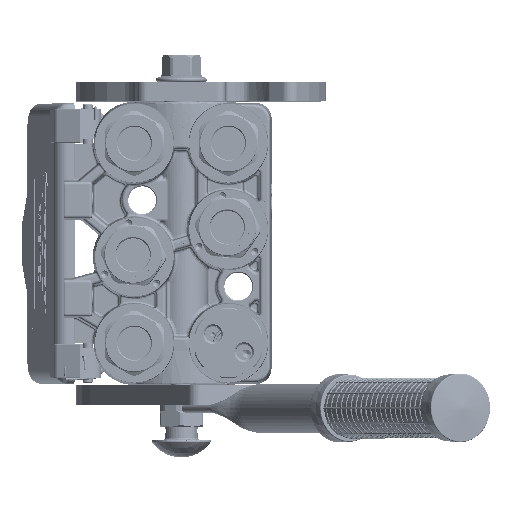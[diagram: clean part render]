
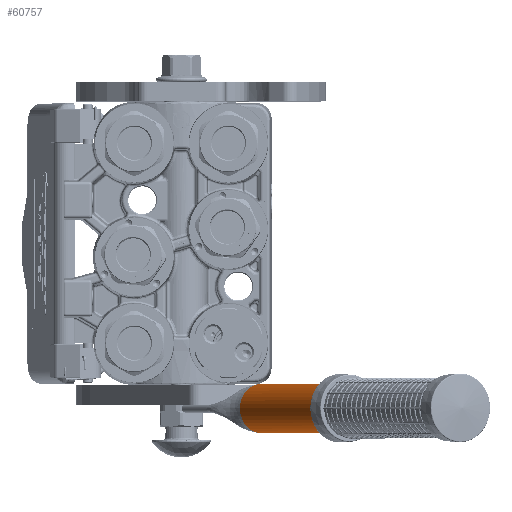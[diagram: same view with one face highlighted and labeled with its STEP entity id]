
A CAD part, top view. The second image highlights one B-rep face of the part: STEP entity #60757.
In plain terms, the highlighted cylindrical face has radius 12.5 mm (diameter 25 mm), a partial arc.
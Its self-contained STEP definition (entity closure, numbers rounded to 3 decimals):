
#1497 = EDGE_CURVE ( 'NONE', #150078, #256198, #45044, .T. ) ;
#6511 = AXIS2_PLACEMENT_3D ( 'NONE', #35319, #34393, #123372 ) ;
#7745 = ORIENTED_EDGE ( 'NONE', *, *, #191503, .F. ) ;
#13521 = CARTESIAN_POINT ( 'NONE',  ( 12.5, 0.24, 0.108 ) ) ;
#13998 = CARTESIAN_POINT ( 'NONE',  ( -12.461, 0.114, 0.981 ) ) ;
#14919 = CARTESIAN_POINT ( 'NONE',  ( -12.452, 0.083, 1.1 ) ) ;
#15348 = CARTESIAN_POINT ( 'NONE',  ( 12.499, 0.235, 0.221 ) ) ;
#22209 = LINE ( 'NONE', #150736, #243611 ) ;
#23749 = CARTESIAN_POINT ( 'NONE',  ( -12.5, 198., 0. ) ) ;
#28544 = ORIENTED_EDGE ( 'NONE', *, *, #49415, .T. ) ;
#31332 = FACE_OUTER_BOUND ( 'NONE', #186525, .T. ) ;
#34393 = DIRECTION ( 'NONE',  ( 0., -1., 0. ) ) ;
#35319 = CARTESIAN_POINT ( 'NONE',  ( 0., 0., 0. ) ) ;
#36003 = CARTESIAN_POINT ( 'NONE',  ( 12.456, 0.096, 1.087 ) ) ;
#42261 = CIRCLE ( 'NONE', #135964, 12.5 ) ;
#45044 = LINE ( 'NONE', #190962, #256308 ) ;
#49415 = EDGE_CURVE ( 'NONE', #229417, #55162, #42261, .T. ) ;
#52560 = ORIENTED_EDGE ( 'NONE', *, *, #1497, .T. ) ;
#54732 = CYLINDRICAL_SURFACE ( 'NONE', #6511, 12.5 ) ;
#55162 = VERTEX_POINT ( 'NONE', #69105 ) ;
#56201 = CARTESIAN_POINT ( 'NONE',  ( -12.474, 0.155, 0.804 ) ) ;
#58074 = CARTESIAN_POINT ( 'NONE',  ( -12.471, 0.146, 0.847 ) ) ;
#58482 = CARTESIAN_POINT ( 'NONE',  ( 12.472, 0.146, 0.859 ) ) ;
#60757 = ADVANCED_FACE ( 'NONE', ( #31332 ), #54732, .T. ) ;
#69105 = CARTESIAN_POINT ( 'NONE',  ( 12.426, 0., 1.36 ) ) ;
#73953 = CARTESIAN_POINT ( 'NONE',  ( 0., 0., 12.5 ) ) ;
#75389 = AXIS2_PLACEMENT_3D ( 'NONE', #184740, #226081, #140759 ) ;
#76281 = CARTESIAN_POINT ( 'NONE',  ( 12.484, 0.186, 0.638 ) ) ;
#78037 = ORIENTED_EDGE ( 'NONE', *, *, #237126, .F. ) ;
#80618 = EDGE_CURVE ( 'NONE', #213524, #229417, #84209, .T. ) ;
#84209 = CIRCLE ( 'NONE', #270813, 12.5 ) ;
#93070 = CARTESIAN_POINT ( 'NONE',  ( -12.426, 0., 1.36 ) ) ;
#94536 = CIRCLE ( 'NONE', #75389, 12.5 ) ;
#99767 = CARTESIAN_POINT ( 'NONE',  ( 12.5, 0.24, 0. ) ) ;
#100724 = CARTESIAN_POINT ( 'NONE',  ( 12.481, 0.178, 0.683 ) ) ;
#101216 = CARTESIAN_POINT ( 'NONE',  ( -12.467, 0.131, 0.91 ) ) ;
#102986 = VERTEX_POINT ( 'NONE', #23749 ) ;
#122231 = CARTESIAN_POINT ( 'NONE',  ( 12.426, 0., 1.36 ) ) ;
#123106 = DIRECTION ( 'NONE',  ( 0., 1., 0. ) ) ;
#123148 = CARTESIAN_POINT ( 'NONE',  ( 12.481, 0.178, 0.688 ) ) ;
#123372 = DIRECTION ( 'NONE',  ( 1., 0., 0. ) ) ;
#128336 = DIRECTION ( 'NONE',  ( 0., 1., 0. ) ) ;
#135964 = AXIS2_PLACEMENT_3D ( 'NONE', #269449, #123106, #162499 ) ;
#139678 = CARTESIAN_POINT ( 'NONE',  ( -12.478, 0.167, 0.748 ) ) ;
#140759 = DIRECTION ( 'NONE',  ( -1., 0., 0. ) ) ;
#142462 = CARTESIAN_POINT ( 'NONE',  ( -12.426, 0., 1.36 ) ) ;
#150078 = VERTEX_POINT ( 'NONE', #151878 ) ;
#150736 = CARTESIAN_POINT ( 'NONE',  ( -12.5, 0.24, 0. ) ) ;
#151878 = CARTESIAN_POINT ( 'NONE',  ( 12.5, 0.24, 0. ) ) ;
#160418 = CARTESIAN_POINT ( 'NONE',  ( -12.5, 0.24, 0. ) ) ;
#161212 = CARTESIAN_POINT ( 'NONE',  ( -12.466, 0.127, 0.927 ) ) ;
#162499 = DIRECTION ( 'NONE',  ( -0.994, 0., 0.109 ) ) ;
#162810 = CARTESIAN_POINT ( 'NONE',  ( 12.5, 198., 0. ) ) ;
#163033 = CARTESIAN_POINT ( 'NONE',  ( -12.466, 0.13, 0.917 ) ) ;
#164871 = CARTESIAN_POINT ( 'NONE',  ( -12.464, 0.121, 0.953 ) ) ;
#165293 = CARTESIAN_POINT ( 'NONE',  ( 12.492, 0.214, 0.452 ) ) ;
#177868 = EDGE_CURVE ( 'NONE', #220786, #102986, #22209, .T. ) ;
#183155 = CARTESIAN_POINT ( 'NONE',  ( 12.482, 0.182, 0.665 ) ) ;
#184601 = CARTESIAN_POINT ( 'NONE',  ( -12.468, 0.136, 0.889 ) ) ;
#184740 = CARTESIAN_POINT ( 'NONE',  ( 0., 198., 0. ) ) ;
#185853 = B_SPLINE_CURVE_WITH_KNOTS ( 'NONE', 3,
 ( #142462, #249371, #14919, #13998, #164871, #161212, #163033, #101216, #184601, #58074, #56201, #139678, #206288, #208168, #207215, #228718 ),
 .UNSPECIFIED., .F., .F.,
 ( 4, 2, 1, 2, 2, 1, 2, 2, 4 ),
 ( 0., 0.25, 0.312, 0.328, 0.344, 0.375, 0.437, 0.5, 1. ),
 .UNSPECIFIED. ) ;
#186525 = EDGE_LOOP ( 'NONE', ( #52560, #7745, #219721, #235856, #188229, #28544, #78037 ) ) ;
#188229 = ORIENTED_EDGE ( 'NONE', *, *, #80618, .T. ) ;
#190962 = CARTESIAN_POINT ( 'NONE',  ( 12.5, 0.24, 0. ) ) ;
#191503 = EDGE_CURVE ( 'NONE', #102986, #256198, #94536, .T. ) ;
#204865 = CARTESIAN_POINT ( 'NONE',  ( 12.482, 0.18, 0.676 ) ) ;
#206288 = CARTESIAN_POINT ( 'NONE',  ( -12.479, 0.172, 0.721 ) ) ;
#207215 = CARTESIAN_POINT ( 'NONE',  ( -12.5, 0.24, 0.216 ) ) ;
#207671 = CARTESIAN_POINT ( 'NONE',  ( 12.494, 0.22, 0.394 ) ) ;
#208168 = CARTESIAN_POINT ( 'NONE',  ( -12.494, 0.221, 0.449 ) ) ;
#213496 = DIRECTION ( 'NONE',  ( 0., 1., 0. ) ) ;
#213524 = VERTEX_POINT ( 'NONE', #93070 ) ;
#216801 = DIRECTION ( 'NONE',  ( -0.994, 0., 0.109 ) ) ;
#219547 = CARTESIAN_POINT ( 'NONE',  ( 0., 0., 0. ) ) ;
#219721 = ORIENTED_EDGE ( 'NONE', *, *, #177868, .F. ) ;
#220786 = VERTEX_POINT ( 'NONE', #160418 ) ;
#226081 = DIRECTION ( 'NONE',  ( 0., 1., 0. ) ) ;
#228718 = CARTESIAN_POINT ( 'NONE',  ( -12.5, 0.24, 0. ) ) ;
#229417 = VERTEX_POINT ( 'NONE', #73953 ) ;
#235856 = ORIENTED_EDGE ( 'NONE', *, *, #253718, .F. ) ;
#237126 = EDGE_CURVE ( 'NONE', #150078, #55162, #260340, .T. ) ;
#241113 = DIRECTION ( 'NONE',  ( 0., 1., 0. ) ) ;
#243611 = VECTOR ( 'NONE', #128336, 1000. ) ;
#249371 = CARTESIAN_POINT ( 'NONE',  ( -12.441, 0.049, 1.219 ) ) ;
#249801 = CARTESIAN_POINT ( 'NONE',  ( 12.488, 0.202, 0.541 ) ) ;
#253718 = EDGE_CURVE ( 'NONE', #213524, #220786, #185853, .T. ) ;
#256198 = VERTEX_POINT ( 'NONE', #162810 ) ;
#256308 = VECTOR ( 'NONE', #213496, 1000. ) ;
#260340 = B_SPLINE_CURVE_WITH_KNOTS ( 'NONE', 3,
 ( #99767, #13521, #15348, #207671, #165293, #249801, #270418, #76281, #183155, #204865, #100724, #123148, #58482, #36003, #122231 ),
 .UNSPECIFIED., .F., .F.,
 ( 4, 2, 2, 1, 1, 1, 2, 2, 4 ),
 ( 0., 0.25, 0.375, 0.437, 0.469, 0.484, 0.492, 0.5, 1. ),
 .UNSPECIFIED. ) ;
#269449 = CARTESIAN_POINT ( 'NONE',  ( 0., 0., 0. ) ) ;
#270418 = CARTESIAN_POINT ( 'NONE',  ( 12.486, 0.195, 0.586 ) ) ;
#270813 = AXIS2_PLACEMENT_3D ( 'NONE', #219547, #241113, #216801 ) ;
